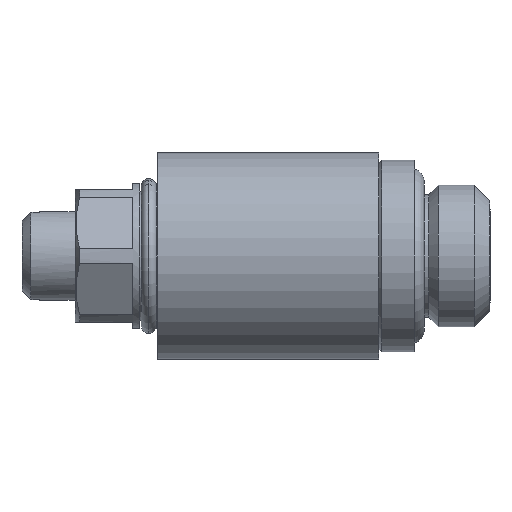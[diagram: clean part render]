
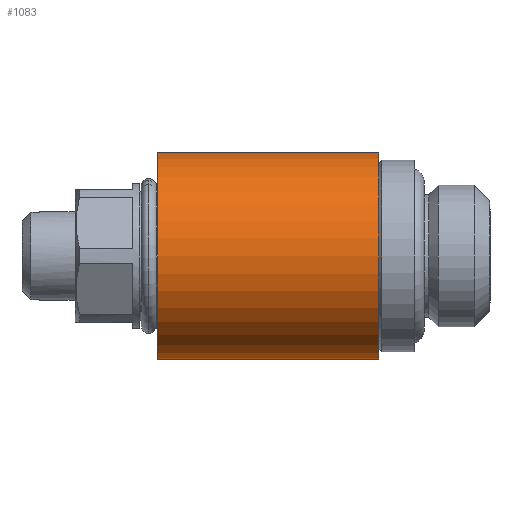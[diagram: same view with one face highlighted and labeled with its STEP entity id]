
A CAD part, left-side view. The second image highlights one B-rep face of the part: STEP entity #1083.
In plain terms, the highlighted cylindrical face has radius 7 mm (diameter 14 mm), a partial arc.
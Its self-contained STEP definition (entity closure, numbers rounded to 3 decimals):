
#393 = EDGE_CURVE ( 'NONE', #939, #972, #1802, .T. ) ;
#928 = EDGE_CURVE ( 'NONE', #938, #930, #2098, .T. ) ;
#930 = VERTEX_POINT ( 'NONE', #2094 ) ;
#938 = VERTEX_POINT ( 'NONE', #2082 ) ;
#939 = VERTEX_POINT ( 'NONE', #2081 ) ;
#972 = VERTEX_POINT ( 'NONE', #2099 ) ;
#1067 = EDGE_CURVE ( 'NONE', #939, #938, #2286, .T. ) ;
#1075 = ORIENTED_EDGE ( 'NONE', *, *, #1089, .F. ) ;
#1078 = ORIENTED_EDGE ( 'NONE', *, *, #1067, .F. ) ;
#1079 = ORIENTED_EDGE ( 'NONE', *, *, #393, .T. ) ;
#1081 = EDGE_LOOP ( 'NONE', ( #1084, #1078, #1079, #1075 ) ) ;
#1083 = ADVANCED_FACE ( 'NONE', ( #2322 ), #2324, .T. ) ;
#1084 = ORIENTED_EDGE ( 'NONE', *, *, #928, .F. ) ;
#1089 = EDGE_CURVE ( 'NONE', #930, #972, #2369, .T. ) ;
#1799 = DIRECTION ( 'NONE',  ( 0., 1., 0. ) ) ;
#1800 = VECTOR ( 'NONE', #1799, 1000. ) ;
#1801 = CARTESIAN_POINT ( 'NONE',  ( 0., 30.486, 7. ) ) ;
#1802 = LINE ( 'NONE', #1801, #1800 ) ;
#2081 = CARTESIAN_POINT ( 'NONE',  ( 0., 7.9, 7. ) ) ;
#2082 = CARTESIAN_POINT ( 'NONE',  ( 0., 7.9, -7. ) ) ;
#2094 = CARTESIAN_POINT ( 'NONE',  ( 0., 22.9, -7. ) ) ;
#2095 = DIRECTION ( 'NONE',  ( 0., 1., 0. ) ) ;
#2096 = VECTOR ( 'NONE', #2095, 1000. ) ;
#2097 = CARTESIAN_POINT ( 'NONE',  ( 0., 30.486, -7. ) ) ;
#2098 = LINE ( 'NONE', #2097, #2096 ) ;
#2099 = CARTESIAN_POINT ( 'NONE',  ( 0., 22.9, 7. ) ) ;
#2283 = DIRECTION ( 'NONE',  ( 0., -1., 0. ) ) ;
#2284 = CARTESIAN_POINT ( 'NONE',  ( 0., 7.9, 0. ) ) ;
#2285 = AXIS2_PLACEMENT_3D ( 'NONE', #2284, #2283, #2342 ) ;
#2286 = CIRCLE ( 'NONE', #2285, 7. ) ;
#2314 = CARTESIAN_POINT ( 'NONE',  ( 0., 30.486, 0. ) ) ;
#2315 = AXIS2_PLACEMENT_3D ( 'NONE', #2314, #2372, #2371 ) ;
#2322 = FACE_OUTER_BOUND ( 'NONE', #1081, .T. ) ;
#2324 = CYLINDRICAL_SURFACE ( 'NONE', #2315, 7. ) ;
#2342 = DIRECTION ( 'NONE',  ( 0., 0., -1. ) ) ;
#2361 = DIRECTION ( 'NONE',  ( 0., 0., 1. ) ) ;
#2362 = DIRECTION ( 'NONE',  ( 0., 1., 0. ) ) ;
#2363 = CARTESIAN_POINT ( 'NONE',  ( 0., 22.9, 0. ) ) ;
#2364 = AXIS2_PLACEMENT_3D ( 'NONE', #2363, #2362, #2361 ) ;
#2369 = CIRCLE ( 'NONE', #2364, 7. ) ;
#2371 = DIRECTION ( 'NONE',  ( 0., 0., 1. ) ) ;
#2372 = DIRECTION ( 'NONE',  ( 0., 1., 0. ) ) ;
